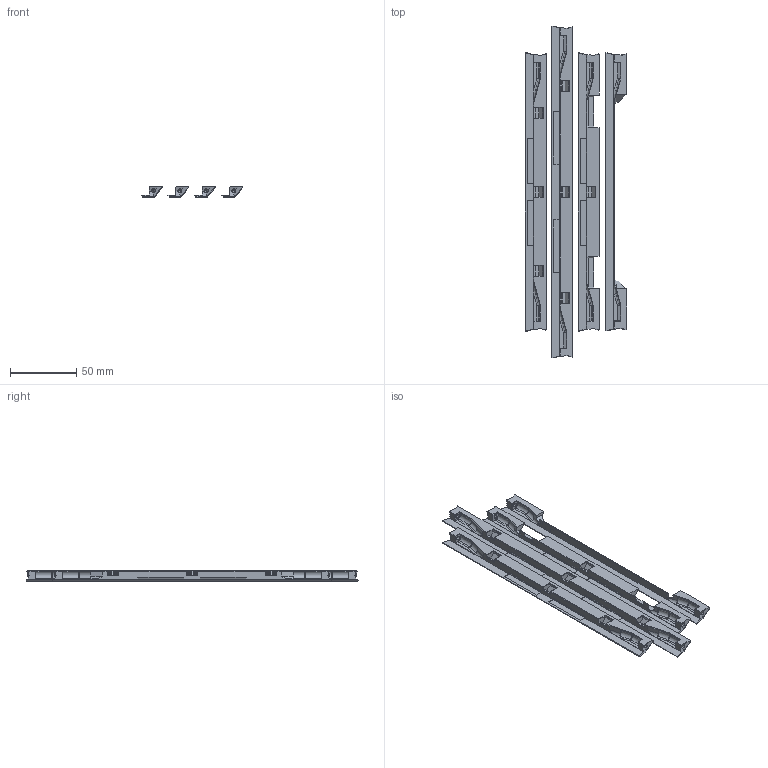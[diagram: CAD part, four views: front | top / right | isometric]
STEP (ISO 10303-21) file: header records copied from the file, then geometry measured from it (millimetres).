
FILE_DESCRIPTION(/* description */ ('STEP AP242','CAx-IF Rec.Pracs.---Representation and Presentation of Product Manufacturing Information (PMI)---4.0---2014-10-13','CAx-IF Rec.Pracs.---3D Tessellated Geometry---0.4---2014-09-14','2;1','CAx-IF Rec.Pracs.---User Defined Attributes---1.5---2016-08-15'),/* implementation_level */ '2;1');
FILE_NAME(/* name */ '691efb6d4d8cf1f98649375b',/* time_stamp */ '2025-11-20T11:28:47Z',/* author */ (''),/* organization */ (''),/* preprocessor_version */ 'ST-DEVELOPER v20',/* originating_system */ 'ONSHAPE BY PTC INC, 1.206',/* authorisation */ ' ');
FILE_SCHEMA (('AP242_MANAGED_MODEL_BASED_3D_ENGINEERING_MIM_LF { 1 0 10303 442 1 1 4 }'));
Length unit declared in the file: metre
Products named in the file (4): MIcron180_Horizontal_HandleTop_x2; Micron180_Horizontal_x6; Micron180_Horizontal_HandleSide_x2; Micron180_Vertical_x6
Bounding box: 76.62 x 251.2 x 7.8 mm (x, y, z)
Volume: 37184.2 mm3; surface area: 36888.6 mm2
Topology: 4 solids, 4 shells, 515 faces, 1409 edges, 868 vertices
Faces by surface type: plane 343, cylinder 121, cone 35, sphere 8, torus 8
Full cylindrical faces by diameter (mm): 3 x8
Entity records: 15898 total; most frequent: CARTESIAN_POINT 2857, ORIENTED_EDGE 2734, DIRECTION 2671, EDGE_CURVE 1367, LINE 1027, VECTOR 1027, VERTEX_POINT 860, AXIS2_PLACEMENT_3D 822
